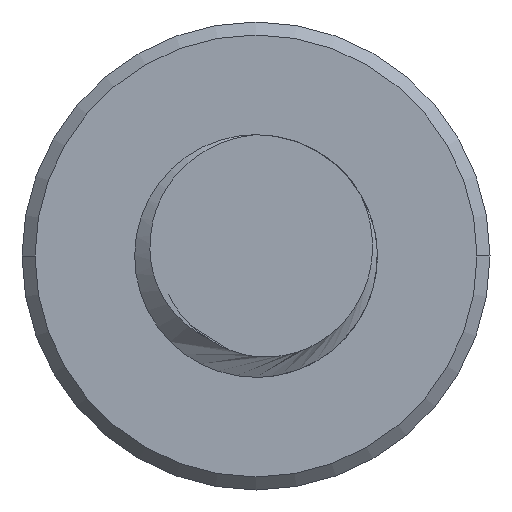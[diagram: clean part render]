
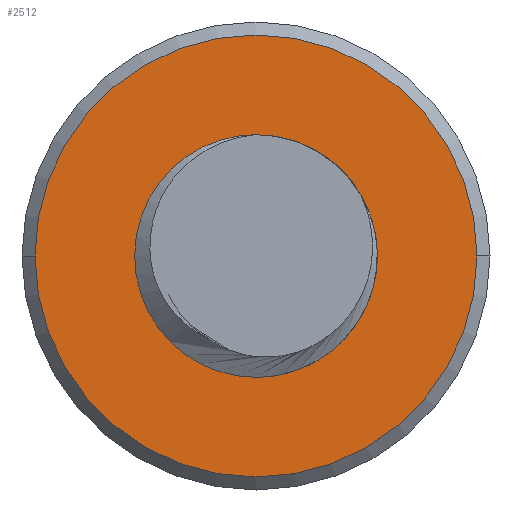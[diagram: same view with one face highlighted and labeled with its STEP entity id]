
A CAD part, front view. The second image highlights one B-rep face of the part: STEP entity #2512.
In plain terms, the highlighted planar face has unit normal (0, -1, 0).
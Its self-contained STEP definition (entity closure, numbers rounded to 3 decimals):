
#27 = DIRECTION ( 'NONE',  ( -1., 0., 0. ) ) ;
#44 = VERTEX_POINT ( 'NONE', #1388 ) ;
#159 = CARTESIAN_POINT ( 'NONE',  ( 1.631, 0., 0.685 ) ) ;
#173 = CARTESIAN_POINT ( 'NONE',  ( 2.437, 0., -1.091 ) ) ;
#193 = CARTESIAN_POINT ( 'NONE',  ( 3.962, 0., 0.7 ) ) ;
#251 = ORIENTED_EDGE ( 'NONE', *, *, #3121, .F. ) ;
#263 = AXIS2_PLACEMENT_3D ( 'NONE', #3127, #1030, #3479 ) ;
#521 = CARTESIAN_POINT ( 'NONE',  ( 1.519, 0., 0.15 ) ) ;
#535 = CARTESIAN_POINT ( 'NONE',  ( 2.84, 0., -1.174 ) ) ;
#886 = CARTESIAN_POINT ( 'NONE',  ( 1.574, 0., -0.258 ) ) ;
#894 = CIRCLE ( 'NONE', #1004, 1.4 ) ;
#906 = CARTESIAN_POINT ( 'NONE',  ( 3.247, 0., -1.111 ) ) ;
#931 = CARTESIAN_POINT ( 'NONE',  ( 5.3, 0., 0. ) ) ;
#977 = FACE_BOUND ( 'NONE', #2279, .T. ) ;
#981 = ORIENTED_EDGE ( 'NONE', *, *, #4114, .F. ) ;
#985 = CARTESIAN_POINT ( 'NONE',  ( 3.962, 0., 0.7 ) ) ;
#1004 = AXIS2_PLACEMENT_3D ( 'NONE', #2019, #4487, #2382 ) ;
#1030 = DIRECTION ( 'NONE',  ( 0., 1., 0. ) ) ;
#1168 = CARTESIAN_POINT ( 'NONE',  ( 0.2, 0., 0. ) ) ;
#1225 = CARTESIAN_POINT ( 'NONE',  ( 2.75, 0., 1.4 ) ) ;
#1249 = CARTESIAN_POINT ( 'NONE',  ( 1.767, 0., -0.621 ) ) ;
#1251 = VERTEX_POINT ( 'NONE', #1168 ) ;
#1266 = CARTESIAN_POINT ( 'NONE',  ( 3.608, 0., -0.913 ) ) ;
#1388 = CARTESIAN_POINT ( 'NONE',  ( 2.75, 0., 1.4 ) ) ;
#1455 = CARTESIAN_POINT ( 'NONE',  ( 0., 0., 0. ) ) ;
#1473 = DIRECTION ( 'NONE',  ( 0., 1., 0. ) ) ;
#1588 = CARTESIAN_POINT ( 'NONE',  ( 2.313, 0., -1.033 ) ) ;
#1602 = CARTESIAN_POINT ( 'NONE',  ( 2.074, 0., -0.895 ) ) ;
#1618 = CARTESIAN_POINT ( 'NONE',  ( 4.035, 0., -0.372 ) ) ;
#1926 = CARTESIAN_POINT ( 'NONE',  ( 2.224, 0., 1.255 ) ) ;
#1940 = ORIENTED_EDGE ( 'NONE', *, *, #3123, .F. ) ;
#1960 = CARTESIAN_POINT ( 'NONE',  ( 4.099, 0., 0.172 ) ) ;
#2019 = CARTESIAN_POINT ( 'NONE',  ( 2.75, 0., 0. ) ) ;
#2136 = DIRECTION ( 'NONE',  ( 0., 1., 0. ) ) ;
#2279 = EDGE_LOOP ( 'NONE', ( #3648, #1940, #251 ) ) ;
#2283 = CARTESIAN_POINT ( 'NONE',  ( 1.786, 0., 0.928 ) ) ;
#2306 = VERTEX_POINT ( 'NONE', #985 ) ;
#2312 = CARTESIAN_POINT ( 'NONE',  ( 4.021, 0., 0.575 ) ) ;
#2382 = DIRECTION ( 'NONE',  ( 0., 0., 1. ) ) ;
#2512 = ADVANCED_FACE ( 'NONE', ( #977, #2739 ), #3572, .F. ) ;
#2644 = CARTESIAN_POINT ( 'NONE',  ( 1.531, 0., 0.289 ) ) ;
#2645 = VERTEX_POINT ( 'NONE', #3623 ) ;
#2654 = CIRCLE ( 'NONE', #263, 2.55 ) ;
#2660 = CARTESIAN_POINT ( 'NONE',  ( 2.703, 0., -1.162 ) ) ;
#2739 = FACE_OUTER_BOUND ( 'NONE', #2837, .T. ) ;
#2823 = AXIS2_PLACEMENT_3D ( 'NONE', #1455, #1473, #3915 ) ;
#2837 = EDGE_LOOP ( 'NONE', ( #981, #3797 ) ) ;
#2998 = CARTESIAN_POINT ( 'NONE',  ( 1.539, 0., -0.122 ) ) ;
#3015 = CARTESIAN_POINT ( 'NONE',  ( 3.114, 0., -1.148 ) ) ;
#3121 = EDGE_CURVE ( 'NONE', #44, #2645, #3693, .T. ) ;
#3123 = EDGE_CURVE ( 'NONE', #2645, #2306, #4171, .T. ) ;
#3127 = CARTESIAN_POINT ( 'NONE',  ( 2.75, 0., 0. ) ) ;
#3202 = EDGE_CURVE ( 'NONE', #2306, #44, #894, .T. ) ;
#3306 = CARTESIAN_POINT ( 'NONE',  ( 2.2, 0., -0.953 ) ) ;
#3343 = CARTESIAN_POINT ( 'NONE',  ( 1.687, 0., -0.506 ) ) ;
#3364 = CARTESIAN_POINT ( 'NONE',  ( 3.495, 0., -0.992 ) ) ;
#3479 = DIRECTION ( 'NONE',  ( -1., 0., 0. ) ) ;
#3489 = EDGE_CURVE ( 'NONE', #3899, #1251, #3954, .T. ) ;
#3572 = PLANE ( 'NONE',  #2823 ) ;
#3623 = CARTESIAN_POINT ( 'NONE',  ( 2.2, 0., -0.953 ) ) ;
#3648 = ORIENTED_EDGE ( 'NONE', *, *, #3202, .F. ) ;
#3661 = AXIS2_PLACEMENT_3D ( 'NONE', #4250, #2136, #27 ) ;
#3683 = CARTESIAN_POINT ( 'NONE',  ( 2.613, 0., 1.388 ) ) ;
#3693 = B_SPLINE_CURVE_WITH_KNOTS ( 'NONE', 3,
 ( #1225, #3683, #4029, #1926, #4385, #2283, #159, #2644, #521, #2998, #886, #3343, #1249, #3700, #1602, #4049 ),
 .UNSPECIFIED., .F., .F.,
 ( 4, 2, 2, 2, 2, 2, 2, 4 ),
 ( 0., 0., 0.001, 0.002, 0.002, 0.002, 0.003, 0.003 ),
 .UNSPECIFIED. ) ;
#3700 = CARTESIAN_POINT ( 'NONE',  ( 1.959, 0., -0.815 ) ) ;
#3717 = CARTESIAN_POINT ( 'NONE',  ( 3.903, 0., -0.626 ) ) ;
#3797 = ORIENTED_EDGE ( 'NONE', *, *, #3489, .F. ) ;
#3899 = VERTEX_POINT ( 'NONE', #931 ) ;
#3915 = DIRECTION ( 'NONE',  ( -1., 0., 0. ) ) ;
#3954 = CIRCLE ( 'NONE', #3661, 2.55 ) ;
#4029 = CARTESIAN_POINT ( 'NONE',  ( 2.48, 0., 1.357 ) ) ;
#4049 = CARTESIAN_POINT ( 'NONE',  ( 2.2, 0., -0.953 ) ) ;
#4068 = CARTESIAN_POINT ( 'NONE',  ( 4.1, 0., 0.035 ) ) ;
#4114 = EDGE_CURVE ( 'NONE', #1251, #3899, #2654, .T. ) ;
#4171 = B_SPLINE_CURVE_WITH_KNOTS ( 'NONE', 3,
 ( #3306, #1588, #173, #2660, #535, #3015, #906, #3364, #1266, #3717, #1618, #4068, #1960, #4419, #2312, #193 ),
 .UNSPECIFIED., .F., .F.,
 ( 4, 2, 2, 2, 2, 2, 2, 4 ),
 ( 0., 0., 0.001, 0.001, 0.002, 0.002, 0.003, 0.003 ),
 .UNSPECIFIED. ) ;
#4250 = CARTESIAN_POINT ( 'NONE',  ( 2.75, 0., 0. ) ) ;
#4385 = CARTESIAN_POINT ( 'NONE',  ( 2.106, 0., 1.186 ) ) ;
#4419 = CARTESIAN_POINT ( 'NONE',  ( 4.06, 0., 0.444 ) ) ;
#4487 = DIRECTION ( 'NONE',  ( 0., -1., 0. ) ) ;
